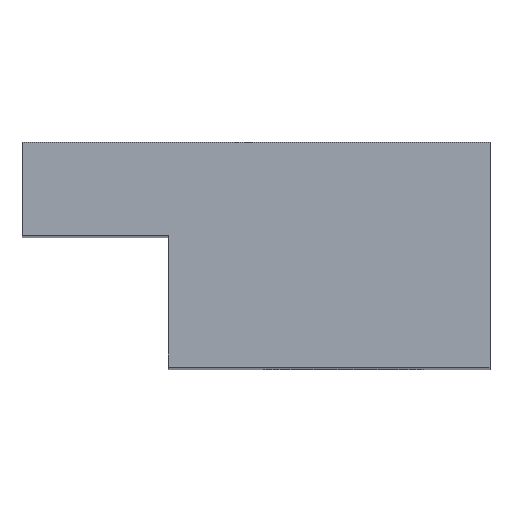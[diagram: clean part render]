
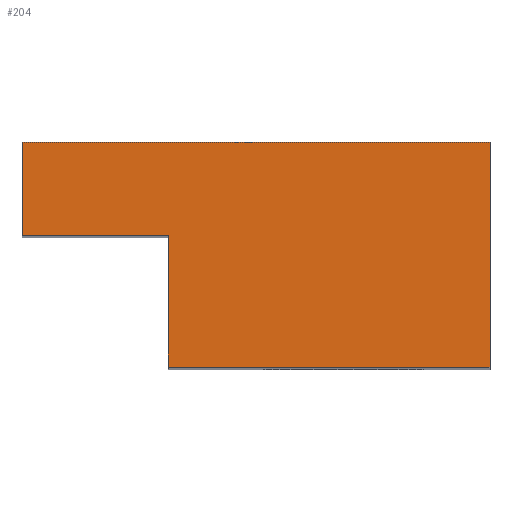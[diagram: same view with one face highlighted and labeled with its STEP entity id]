
A CAD part, top view. The second image highlights one B-rep face of the part: STEP entity #204.
In plain terms, the highlighted planar face has unit normal (0, 0, 1).
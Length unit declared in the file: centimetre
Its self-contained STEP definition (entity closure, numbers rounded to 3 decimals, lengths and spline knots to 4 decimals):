
#34=VECTOR('',#233,1.);
#38=VECTOR('',#238,1.);
#42=VECTOR('',#243,1.);
#44=VECTOR('',#246,1.);
#47=VECTOR('',#250,1.);
#50=VECTOR('',#254,1.);
#52=LINE('',#269,#34);
#56=LINE('',#278,#38);
#60=LINE('',#287,#42);
#62=LINE('',#290,#44);
#65=LINE('',#296,#47);
#68=LINE('',#302,#50);
#76=PLANE('',#218);
#82=VERTEX_POINT('',#270);
#83=VERTEX_POINT('',#271);
#86=VERTEX_POINT('',#279);
#87=VERTEX_POINT('',#280);
#90=VERTEX_POINT('',#291);
#92=VERTEX_POINT('',#297);
#102=EDGE_CURVE('',#82,#83,#52,.T.);
#106=EDGE_CURVE('',#86,#87,#56,.T.);
#110=EDGE_CURVE('',#87,#82,#60,.T.);
#112=EDGE_CURVE('',#83,#90,#62,.T.);
#115=EDGE_CURVE('',#90,#92,#65,.T.);
#118=EDGE_CURVE('',#92,#86,#68,.T.);
#152=ORIENTED_EDGE('',*,*,#110,.F.);
#153=ORIENTED_EDGE('',*,*,#106,.F.);
#154=ORIENTED_EDGE('',*,*,#118,.F.);
#155=ORIENTED_EDGE('',*,*,#115,.F.);
#156=ORIENTED_EDGE('',*,*,#112,.F.);
#157=ORIENTED_EDGE('',*,*,#102,.F.);
#178=EDGE_LOOP('',(#152,#153,#154,#155,#156,#157));
#194=FACE_BOUND('',#178,.T.);
#204=ADVANCED_FACE('',(#194),#76,.T.);
#218=AXIS2_PLACEMENT_3D('',#304,#256,$);
#233=DIRECTION('',(-1.,0.,0.));
#238=DIRECTION('',(1.,0.,0.));
#243=DIRECTION('',(0.,-1.,0.));
#246=DIRECTION('',(0.,1.,0.));
#250=DIRECTION('',(-1.,0.,0.));
#254=DIRECTION('',(0.,1.,0.));
#256=DIRECTION('',(0.,0.,1.));
#269=CARTESIAN_POINT('',(1.3946,0.,6.985));
#270=CARTESIAN_POINT('',(1.3946,0.,6.985));
#271=CARTESIAN_POINT('',(0.0001,0.,6.985));
#278=CARTESIAN_POINT('',(-0.6324,0.9745,6.985));
#279=CARTESIAN_POINT('',(-0.6324,0.9745,6.985));
#280=CARTESIAN_POINT('',(1.3946,0.9745,6.985));
#287=CARTESIAN_POINT('',(1.3946,0.9745,6.985));
#290=CARTESIAN_POINT('',(0.0001,0.,6.985));
#291=CARTESIAN_POINT('',(0.0001,0.5713,6.985));
#296=CARTESIAN_POINT('',(0.0001,0.5713,6.985));
#297=CARTESIAN_POINT('',(-0.6324,0.5713,6.985));
#302=CARTESIAN_POINT('',(-0.6324,0.5713,6.985));
#304=CARTESIAN_POINT('',(0.4413,0.5474,6.985));
